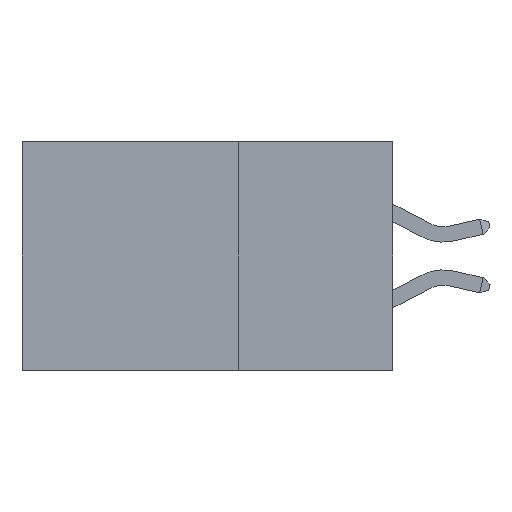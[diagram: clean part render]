
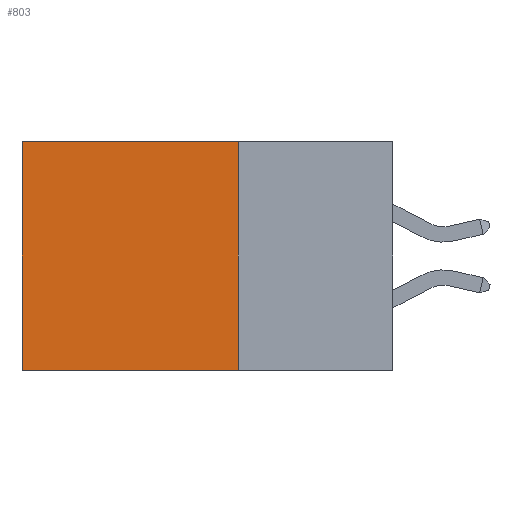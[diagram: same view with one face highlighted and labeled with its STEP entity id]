
A CAD part, left-side view. The second image highlights one B-rep face of the part: STEP entity #803.
In plain terms, the highlighted planar face has unit normal (-1, 0, 0).
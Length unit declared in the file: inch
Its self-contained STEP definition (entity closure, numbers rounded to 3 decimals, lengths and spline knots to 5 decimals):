
#522 = DIRECTION ( 'NONE',  ( 0., 0., -1. ) ) ;
#803 = ADVANCED_FACE ( 'NONE', ( #18683 ), #18440, .F. ) ;
#1338 = CARTESIAN_POINT ( 'NONE',  ( 0.2875, 0.25, -0.37 ) ) ;
#1553 = CARTESIAN_POINT ( 'NONE',  ( 0.2875, 0.6, 0. ) ) ;
#1640 = AXIS2_PLACEMENT_3D ( 'NONE', #2156, #6918, #522 ) ;
#1705 = ORIENTED_EDGE ( 'NONE', *, *, #10483, .F. ) ;
#2156 = CARTESIAN_POINT ( 'NONE',  ( 0.2875, 0.25, 0. ) ) ;
#2968 = LINE ( 'NONE', #9377, #18981 ) ;
#3398 = CARTESIAN_POINT ( 'NONE',  ( 0.2875, 0.25, 0. ) ) ;
#5533 = ORIENTED_EDGE ( 'NONE', *, *, #14852, .T. ) ;
#6168 = DIRECTION ( 'NONE',  ( 0., 0., -1. ) ) ;
#6455 = EDGE_CURVE ( 'NONE', #13130, #9807, #2968, .T. ) ;
#6802 = CARTESIAN_POINT ( 'NONE',  ( 0.2875, 0.25, 0. ) ) ;
#6918 = DIRECTION ( 'NONE',  ( 1., 0., 0. ) ) ;
#8569 = CARTESIAN_POINT ( 'NONE',  ( 0.2875, 0.6, 0. ) ) ;
#9377 = CARTESIAN_POINT ( 'NONE',  ( 0.2875, 0.25, 0. ) ) ;
#9807 = VERTEX_POINT ( 'NONE', #12761 ) ;
#10483 = EDGE_CURVE ( 'NONE', #9807, #17829, #17001, .T. ) ;
#10774 = EDGE_CURVE ( 'NONE', #12654, #17829, #19602, .T. ) ;
#11004 = LINE ( 'NONE', #6802, #19315 ) ;
#12654 = VERTEX_POINT ( 'NONE', #1553 ) ;
#12761 = CARTESIAN_POINT ( 'NONE',  ( 0.2875, 0.25, -0.37 ) ) ;
#13130 = VERTEX_POINT ( 'NONE', #3398 ) ;
#14045 = ORIENTED_EDGE ( 'NONE', *, *, #10774, .T. ) ;
#14388 = VECTOR ( 'NONE', #15100, 39.37008 ) ;
#14852 = EDGE_CURVE ( 'NONE', #13130, #12654, #11004, .T. ) ;
#14853 = DIRECTION ( 'NONE',  ( 0., 1., 0. ) ) ;
#15100 = DIRECTION ( 'NONE',  ( 0., 0., -1. ) ) ;
#15475 = DIRECTION ( 'NONE',  ( 0., 1., 0. ) ) ;
#17001 = LINE ( 'NONE', #1338, #18072 ) ;
#17440 = CARTESIAN_POINT ( 'NONE',  ( 0.2875, 0.6, -0.37 ) ) ;
#17829 = VERTEX_POINT ( 'NONE', #17440 ) ;
#18072 = VECTOR ( 'NONE', #15475, 39.37008 ) ;
#18170 = ORIENTED_EDGE ( 'NONE', *, *, #6455, .F. ) ;
#18440 = PLANE ( 'NONE',  #1640 ) ;
#18683 = FACE_OUTER_BOUND ( 'NONE', #20099, .T. ) ;
#18981 = VECTOR ( 'NONE', #6168, 39.37008 ) ;
#19315 = VECTOR ( 'NONE', #14853, 39.37008 ) ;
#19602 = LINE ( 'NONE', #8569, #14388 ) ;
#20099 = EDGE_LOOP ( 'NONE', ( #14045, #1705, #18170, #5533 ) ) ;
